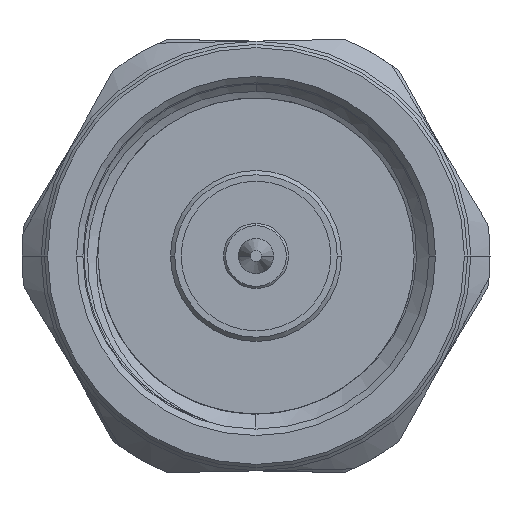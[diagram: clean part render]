
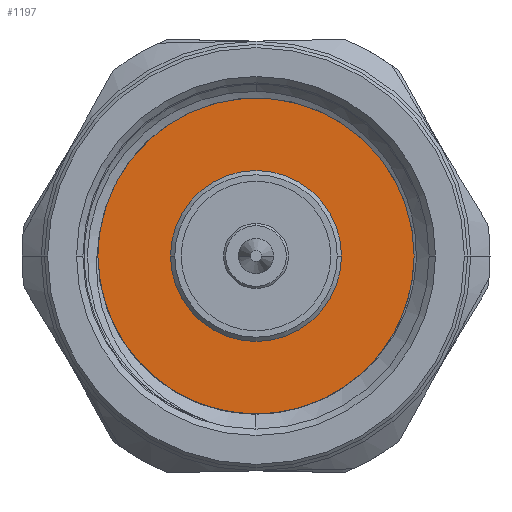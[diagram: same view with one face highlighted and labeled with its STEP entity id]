
A CAD part, left-side view. The second image highlights one B-rep face of the part: STEP entity #1197.
In plain terms, the highlighted face is planar.
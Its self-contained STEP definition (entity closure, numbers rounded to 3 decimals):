
#79 = VERTEX_POINT ( 'NONE', #3248 ) ;
#99 = VERTEX_POINT ( 'NONE', #2089 ) ;
#120 = CARTESIAN_POINT ( 'NONE',  ( 0., -9.25, 4. ) ) ;
#195 = VERTEX_POINT ( 'NONE', #120 ) ;
#279 = DIRECTION ( 'NONE',  ( 0., -1., 0. ) ) ;
#313 = AXIS2_PLACEMENT_3D ( 'NONE', #3815, #3036, #1746 ) ;
#388 = FACE_OUTER_BOUND ( 'NONE', #974, .T. ) ;
#543 = AXIS2_PLACEMENT_3D ( 'NONE', #2859, #1650, #4943 ) ;
#674 = ORIENTED_EDGE ( 'NONE', *, *, #4674, .F. ) ;
#717 = VERTEX_POINT ( 'NONE', #2036 ) ;
#792 = DIRECTION ( 'NONE',  ( 0., 0., -1. ) ) ;
#811 = DIRECTION ( 'NONE',  ( 1., 0., 0. ) ) ;
#974 = EDGE_LOOP ( 'NONE', ( #3718, #674 ) ) ;
#1197 = ADVANCED_FACE ( 'NONE', ( #388, #2446 ), #1519, .T. ) ;
#1255 = EDGE_CURVE ( 'NONE', #99, #717, #1364, .T. ) ;
#1347 = CIRCLE ( 'NONE', #3058, 4. ) ;
#1364 = CIRCLE ( 'NONE', #5020, 7.7 ) ;
#1519 = PLANE ( 'NONE',  #5116 ) ;
#1650 = DIRECTION ( 'NONE',  ( 0., -1., 0. ) ) ;
#1715 = ORIENTED_EDGE ( 'NONE', *, *, #2190, .T. ) ;
#1746 = DIRECTION ( 'NONE',  ( 0., 0., -1. ) ) ;
#1751 = CIRCLE ( 'NONE', #313, 7.7 ) ;
#2036 = CARTESIAN_POINT ( 'NONE',  ( 0., -9.25, 7.7 ) ) ;
#2089 = CARTESIAN_POINT ( 'NONE',  ( 0., -9.25, -7.7 ) ) ;
#2190 = EDGE_CURVE ( 'NONE', #79, #195, #3944, .T. ) ;
#2343 = CARTESIAN_POINT ( 'NONE',  ( 0., -9.25, 0. ) ) ;
#2446 = FACE_BOUND ( 'NONE', #2467, .T. ) ;
#2467 = EDGE_LOOP ( 'NONE', ( #1715, #5228 ) ) ;
#2724 = DIRECTION ( 'NONE',  ( 0., 0., -1. ) ) ;
#2783 = CARTESIAN_POINT ( 'NONE',  ( 0., -9.25, 0. ) ) ;
#2857 = DIRECTION ( 'NONE',  ( 0., -1., 0. ) ) ;
#2859 = CARTESIAN_POINT ( 'NONE',  ( 0., -9.25, 0. ) ) ;
#3036 = DIRECTION ( 'NONE',  ( 0., -1., 0. ) ) ;
#3058 = AXIS2_PLACEMENT_3D ( 'NONE', #2783, #279, #2724 ) ;
#3248 = CARTESIAN_POINT ( 'NONE',  ( 0., -9.25, -4. ) ) ;
#3718 = ORIENTED_EDGE ( 'NONE', *, *, #1255, .F. ) ;
#3815 = CARTESIAN_POINT ( 'NONE',  ( 0., -9.25, 0. ) ) ;
#3944 = CIRCLE ( 'NONE', #543, 4. ) ;
#4011 = EDGE_CURVE ( 'NONE', #195, #79, #1347, .T. ) ;
#4450 = DIRECTION ( 'NONE',  ( 0., 1., 0. ) ) ;
#4674 = EDGE_CURVE ( 'NONE', #717, #99, #1751, .T. ) ;
#4943 = DIRECTION ( 'NONE',  ( 0., 0., -1. ) ) ;
#5020 = AXIS2_PLACEMENT_3D ( 'NONE', #5246, #2857, #792 ) ;
#5116 = AXIS2_PLACEMENT_3D ( 'NONE', #2343, #4450, #811 ) ;
#5228 = ORIENTED_EDGE ( 'NONE', *, *, #4011, .T. ) ;
#5246 = CARTESIAN_POINT ( 'NONE',  ( 0., -9.25, 0. ) ) ;
